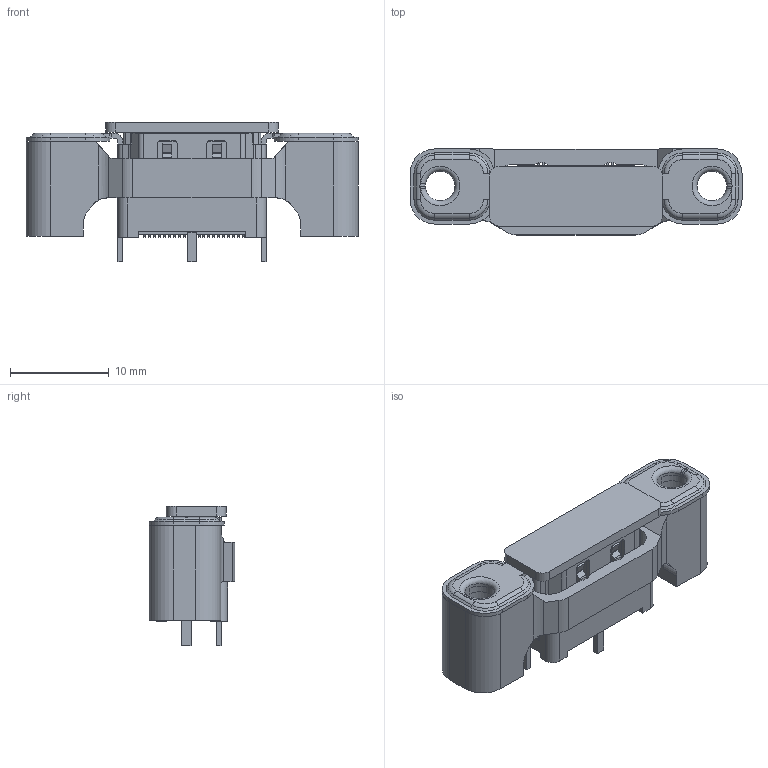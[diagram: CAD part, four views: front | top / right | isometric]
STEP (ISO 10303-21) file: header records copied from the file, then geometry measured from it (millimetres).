
FILE_DESCRIPTION((''),'2;1');
FILE_NAME('483077022','2011-02-24T',('gb'),(''),'PRO/ENGINEER BY PARAMETRIC TECHNOLOGY CORPORATION, 2003451','PRO/ENGINEER BY PARAMETRIC TECHNOLOGY CORPORATION, 2003451','');
FILE_SCHEMA(('CONFIG_CONTROL_DESIGN'));
Length unit declared in the file: millimetre
Products named in the file (1): 483077022
Bounding box: 33.6 x 8.7 x 14.1 mm (x, y, z)
Volume: 1744.7 mm3; surface area: 3426.2 mm2
Topology: 3 solids, 3 shells, 671 faces, 2023 edges, 1390 vertices
Faces by surface type: plane 469, cylinder 180, torus 10, cone 8, bspline 4
Entity records: 22636 total; most frequent: CARTESIAN_POINT 4106, ORIENTED_EDGE 3830, DIRECTION 3765, EDGE_CURVE 1915, VECTOR 1589, LINE 1589, VERTEX_POINT 1270, AXIS2_PLACEMENT_3D 1088
